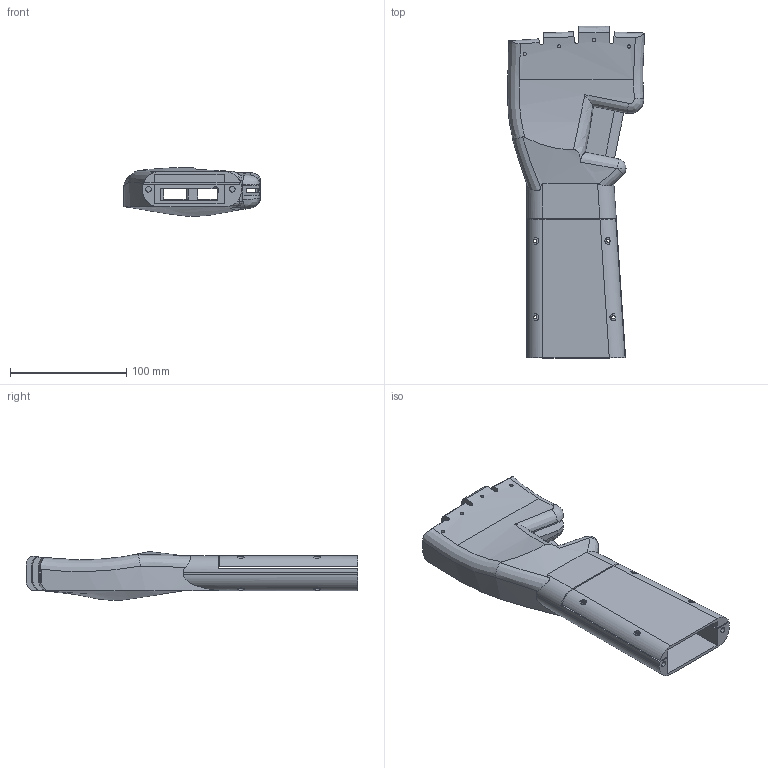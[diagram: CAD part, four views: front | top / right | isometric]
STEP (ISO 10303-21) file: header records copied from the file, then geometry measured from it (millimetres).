
FILE_DESCRIPTION (( 'STEP AP203' ), '1' );
FILE_NAME ('ElAya_Varsayilan_sldprt.STEP', '2020-10-29T23:47:34', ( '' ), ( '' ), 'SwSTEP 2.0', 'SolidWorks 2019', '' );
FILE_SCHEMA (( 'CONFIG_CONTROL_DESIGN' ));
Length unit declared in the file: millimetre
Products named in the file (1): ElAya_Varsayilan_sldprt
Bounding box: 117.58 x 285.29 x 42.12 mm (x, y, z)
Volume: 395344.2 mm3; surface area: 128880.7 mm2
Topology: 3 solids, 3 shells, 259 faces, 780 edges, 512 vertices
Faces by surface type: plane 134, cylinder 86, bspline 31, torus 5, sphere 3
Entity records: 12963 total; most frequent: CARTESIAN_POINT 6314, ORIENTED_EDGE 1560, DIRECTION 1129, EDGE_CURVE 780, VERTEX_POINT 512, LINE 405, VECTOR 405, AXIS2_PLACEMENT_3D 362
